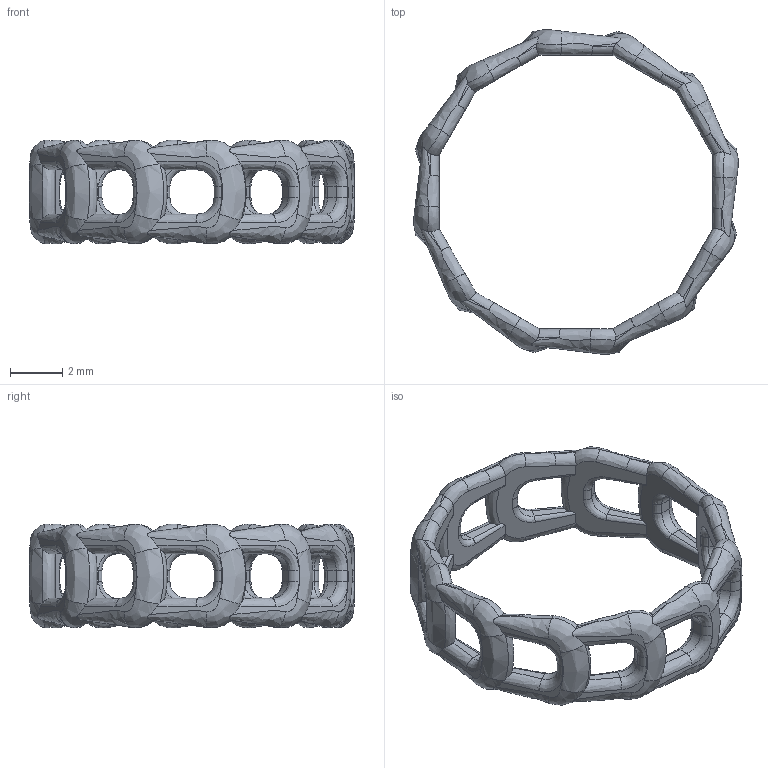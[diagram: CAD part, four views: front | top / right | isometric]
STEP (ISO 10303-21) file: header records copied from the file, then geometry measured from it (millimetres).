
FILE_DESCRIPTION(('FreeCAD Model'),'2;1');
FILE_NAME('Open CASCADE Shape Model','2025-05-04T12:05:36',('FreeCAD'),( 'FreeCAD'),'Open CASCADE STEP processor 7.6','FreeCAD','Unknown');
FILE_SCHEMA(('AUTOMOTIVE_DESIGN { 1 0 10303 214 1 1 1 1 }'));
Length unit declared in the file: millimetre
Products named in the file (1): Open CASCADE STEP translator 7.6 1
Bounding box: 12.52 x 12.52 x 4 mm (x, y, z)
Volume: 77.7 mm3; surface area: 289.1 mm2
Topology: 1 solids, 1 shells, 372 faces, 1044 edges, 648 vertices
Faces by surface type: bspline 372
Entity records: 18526 total; most frequent: CARTESIAN_POINT 12701, ORIENTED_EDGE 2088, EDGE_CURVE 1044, B_SPLINE_CURVE_WITH_KNOTS 828, VERTEX_POINT 648, ADVANCED_FACE 372, FACE_BOUND 372, EDGE_LOOP 372
